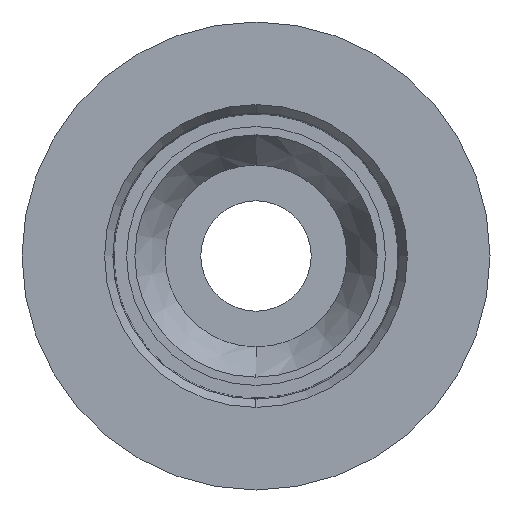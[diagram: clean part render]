
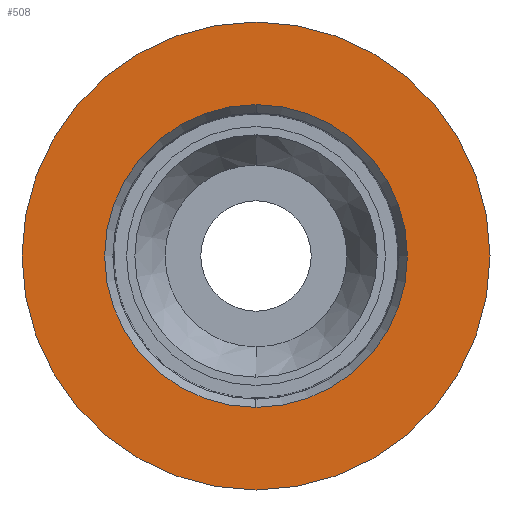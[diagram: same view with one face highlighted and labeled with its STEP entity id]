
A CAD part, left-side view. The second image highlights one B-rep face of the part: STEP entity #508.
In plain terms, the highlighted planar face has unit normal (-1, 0, 0).
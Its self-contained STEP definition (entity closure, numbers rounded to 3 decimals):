
#3 = EDGE_CURVE ( 'NONE', #673, #690, #515, .T. ) ;
#6 = DIRECTION ( 'NONE',  ( 1., 0., 0. ) ) ;
#25 = PLANE ( 'NONE',  #1312 ) ;
#32 = DIRECTION ( 'NONE',  ( -1., 0., 0. ) ) ;
#54 = AXIS2_PLACEMENT_3D ( 'NONE', #1045, #6, #238 ) ;
#85 = AXIS2_PLACEMENT_3D ( 'NONE', #1020, #1033, #1027 ) ;
#97 = CIRCLE ( 'NONE', #965, 42.5 ) ;
#131 = DIRECTION ( 'NONE',  ( 1., 0., 0. ) ) ;
#153 = FACE_BOUND ( 'NONE', #294, .T. ) ;
#157 = EDGE_CURVE ( 'NONE', #690, #673, #762, .T. ) ;
#238 = DIRECTION ( 'NONE',  ( 0., 0., -1. ) ) ;
#272 = CARTESIAN_POINT ( 'NONE',  ( 0., 0., 42.5 ) ) ;
#294 = EDGE_LOOP ( 'NONE', ( #814, #1195 ) ) ;
#340 = CARTESIAN_POINT ( 'NONE',  ( 0., 0., -42.5 ) ) ;
#353 = DIRECTION ( 'NONE',  ( 1., 0., 0. ) ) ;
#383 = EDGE_LOOP ( 'NONE', ( #868, #426 ) ) ;
#410 = VERTEX_POINT ( 'NONE', #272 ) ;
#426 = ORIENTED_EDGE ( 'NONE', *, *, #694, .F. ) ;
#442 = DIRECTION ( 'NONE',  ( 0., 0., -1. ) ) ;
#463 = AXIS2_PLACEMENT_3D ( 'NONE', #560, #131, #730 ) ;
#508 = ADVANCED_FACE ( 'NONE', ( #153, #961 ), #25, .T. ) ;
#515 = CIRCLE ( 'NONE', #463, 27.5 ) ;
#560 = CARTESIAN_POINT ( 'NONE',  ( 0., 0., 0. ) ) ;
#633 = CARTESIAN_POINT ( 'NONE',  ( 0., 0., -27.5 ) ) ;
#673 = VERTEX_POINT ( 'NONE', #633 ) ;
#690 = VERTEX_POINT ( 'NONE', #919 ) ;
#694 = EDGE_CURVE ( 'NONE', #410, #1080, #1004, .T. ) ;
#726 = DIRECTION ( 'NONE',  ( 0., 0., 1. ) ) ;
#730 = DIRECTION ( 'NONE',  ( 0., 0., -1. ) ) ;
#762 = CIRCLE ( 'NONE', #54, 27.5 ) ;
#814 = ORIENTED_EDGE ( 'NONE', *, *, #157, .T. ) ;
#868 = ORIENTED_EDGE ( 'NONE', *, *, #1147, .F. ) ;
#919 = CARTESIAN_POINT ( 'NONE',  ( 0., 0., 27.5 ) ) ;
#944 = CARTESIAN_POINT ( 'NONE',  ( 0., 0., 0. ) ) ;
#961 = FACE_OUTER_BOUND ( 'NONE', #383, .T. ) ;
#965 = AXIS2_PLACEMENT_3D ( 'NONE', #944, #353, #442 ) ;
#1004 = CIRCLE ( 'NONE', #85, 42.5 ) ;
#1020 = CARTESIAN_POINT ( 'NONE',  ( 0., 0., 0. ) ) ;
#1027 = DIRECTION ( 'NONE',  ( 0., 0., -1. ) ) ;
#1033 = DIRECTION ( 'NONE',  ( 1., 0., 0. ) ) ;
#1045 = CARTESIAN_POINT ( 'NONE',  ( 0., 0., 0. ) ) ;
#1080 = VERTEX_POINT ( 'NONE', #340 ) ;
#1147 = EDGE_CURVE ( 'NONE', #1080, #410, #97, .T. ) ;
#1195 = ORIENTED_EDGE ( 'NONE', *, *, #3, .T. ) ;
#1292 = CARTESIAN_POINT ( 'NONE',  ( 0., 27.5, 0. ) ) ;
#1312 = AXIS2_PLACEMENT_3D ( 'NONE', #1292, #32, #726 ) ;
